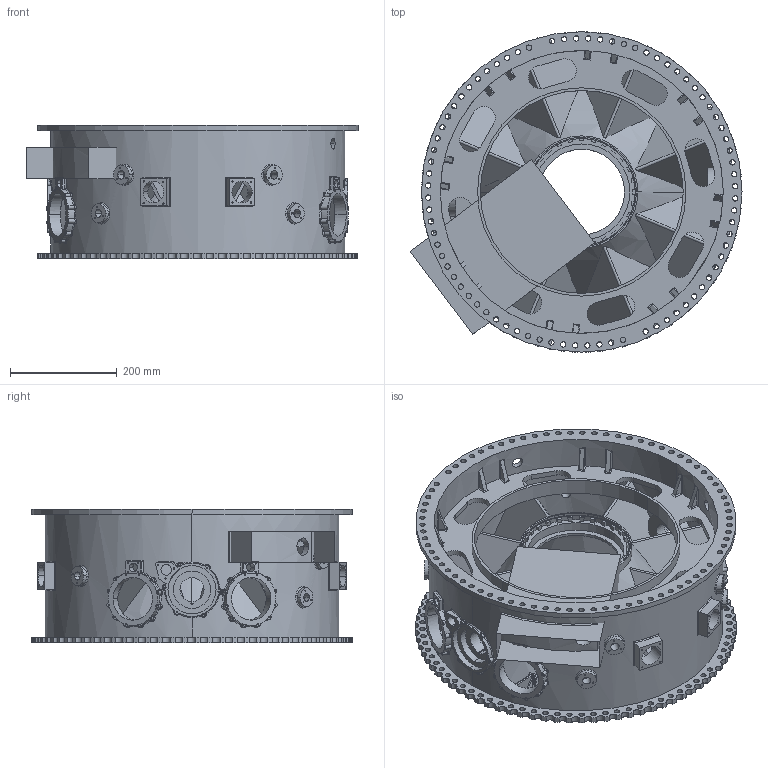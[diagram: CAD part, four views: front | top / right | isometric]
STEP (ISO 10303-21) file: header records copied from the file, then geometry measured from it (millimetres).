
FILE_DESCRIPTION((''),'2;1');
FILE_NAME('20251201_104141___000_PRT','2025-12-01T10:42:28',('ping'),(''),'CREO PARAMETRIC BY PTC INC, 2025102','CREO PARAMETRIC BY PTC INC, 2025102','');
FILE_SCHEMA(('CONFIG_CONTROL_DESIGN'));
Products named in the file (1): 20251201_104141___000_PRT
Bounding box: 621.53 x 600 x 250 mm (x, y, z)
Volume: 10446201.9 mm3; surface area: 2693007.3 mm2
Topology: 1 solids, 3 shells, 1830 faces, 5553 edges, 3789 vertices
Faces by surface type: cylinder 1170, plane 374, bspline 173, cone 94, torus 13, sphere 6
Entity records: 125362 total; most frequent: CARTESIAN_POINT 76187, ORIENTED_EDGE 10950, DIRECTION 9522, EDGE_CURVE 5479, AXIS2_PLACEMENT_3D 3811, VERTEX_POINT 3789, EDGE_LOOP 2350, CIRCLE 2153
